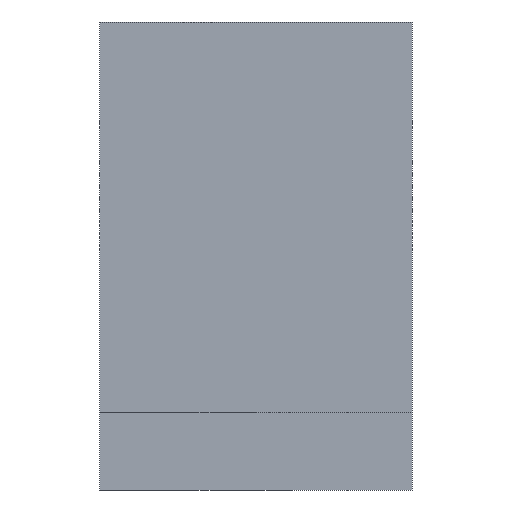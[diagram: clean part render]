
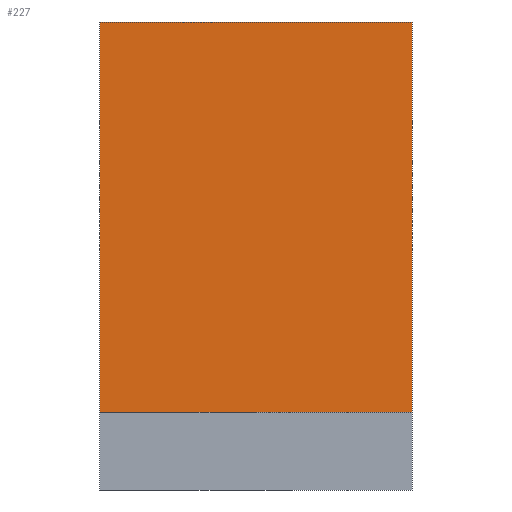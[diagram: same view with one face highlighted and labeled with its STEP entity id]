
A CAD part, left-side view. The second image highlights one B-rep face of the part: STEP entity #227.
In plain terms, the highlighted planar face has unit normal (-1, 0, 0).
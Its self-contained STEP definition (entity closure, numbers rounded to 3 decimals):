
#27=FACE_OUTER_BOUND('',#39,.T.);
#39=EDGE_LOOP('',(#167,#168,#169,#170));
#53=LINE('',#331,#79);
#57=LINE('',#339,#83);
#64=LINE('',#353,#90);
#65=LINE('',#354,#91);
#79=VECTOR('',#271,10.);
#83=VECTOR('',#277,10.);
#90=VECTOR('',#286,10.);
#91=VECTOR('',#287,10.);
#105=VERTEX_POINT('',#329);
#106=VERTEX_POINT('',#330);
#109=VERTEX_POINT('',#338);
#115=VERTEX_POINT('',#352);
#125=EDGE_CURVE('',#105,#106,#53,.T.);
#129=EDGE_CURVE('',#109,#105,#57,.T.);
#136=EDGE_CURVE('',#115,#106,#64,.T.);
#137=EDGE_CURVE('',#115,#109,#65,.T.);
#167=ORIENTED_EDGE('',*,*,#125,.T.);
#168=ORIENTED_EDGE('',*,*,#136,.F.);
#169=ORIENTED_EDGE('',*,*,#137,.T.);
#170=ORIENTED_EDGE('',*,*,#129,.T.);
#217=PLANE('',#253);
#227=ADVANCED_FACE('',(#27),#217,.T.);
#253=AXIS2_PLACEMENT_3D('',#351,#284,#285);
#271=DIRECTION('',(0.,1.,0.));
#277=DIRECTION('',(0.,0.,1.));
#284=DIRECTION('center_axis',(-1.,0.,0.));
#285=DIRECTION('ref_axis',(0.,-1.,0.));
#286=DIRECTION('',(0.,0.,1.));
#287=DIRECTION('',(0.,-1.,0.));
#329=CARTESIAN_POINT('',(20.,0.,30.));
#330=CARTESIAN_POINT('',(20.,20.,30.));
#331=CARTESIAN_POINT('',(20.,15.,30.));
#338=CARTESIAN_POINT('',(20.,0.,5.));
#339=CARTESIAN_POINT('',(20.,0.,0.));
#351=CARTESIAN_POINT('Origin',(20.,20.,0.));
#352=CARTESIAN_POINT('',(20.,20.,5.));
#353=CARTESIAN_POINT('',(20.,20.,0.));
#354=CARTESIAN_POINT('',(20.,15.,5.));
